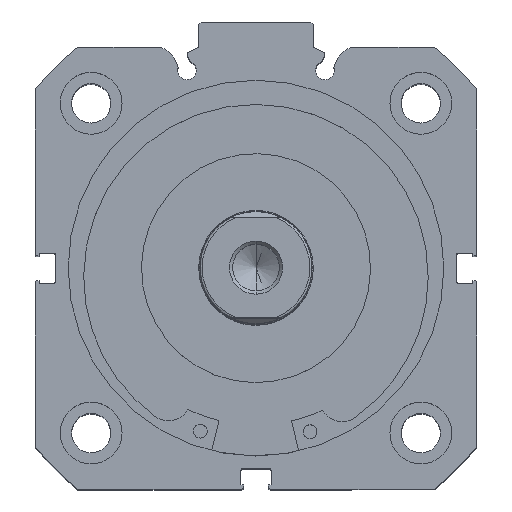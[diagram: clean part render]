
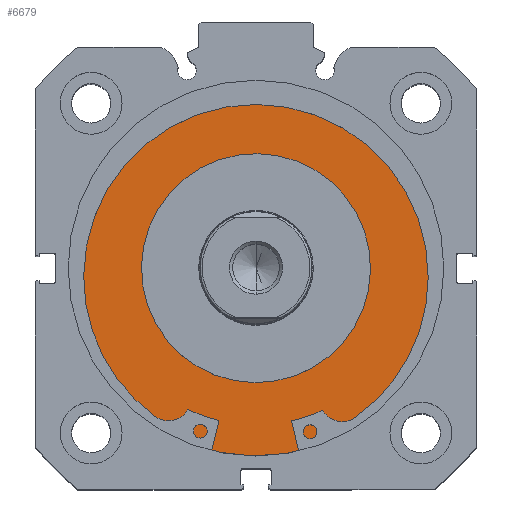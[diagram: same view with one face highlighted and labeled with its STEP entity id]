
A CAD part, top view. The second image highlights one B-rep face of the part: STEP entity #6679.
In plain terms, the highlighted face is planar.
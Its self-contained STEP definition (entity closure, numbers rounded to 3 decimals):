
#415 = ORIENTED_EDGE ( 'NONE', *, *, #6396, .T. ) ;
#433 = ORIENTED_EDGE ( 'NONE', *, *, #6402, .T. ) ;
#436 = ORIENTED_EDGE ( 'NONE', *, *, #6410, .F. ) ;
#439 = ORIENTED_EDGE ( 'NONE', *, *, #6417, .F. ) ;
#697 = EDGE_LOOP ( 'NONE', ( #439, #436 ) ) ;
#709 = EDGE_LOOP ( 'NONE', ( #433, #415 ) ) ;
#2082 = AXIS2_PLACEMENT_3D ( 'NONE', #4302, #4308, #4309 ) ;
#2086 = AXIS2_PLACEMENT_3D ( 'NONE', #4323, #4325, #4326 ) ;
#2091 = AXIS2_PLACEMENT_3D ( 'NONE', #4342, #4343, #4344 ) ;
#2096 = AXIS2_PLACEMENT_3D ( 'NONE', #4360, #4361, #4362 ) ;
#2315 = AXIS2_PLACEMENT_3D ( 'NONE', #5974, #5976, #5977 ) ;
#2940 = CIRCLE ( 'NONE', #2082, 41. ) ;
#2948 = CIRCLE ( 'NONE', #2086, 41. ) ;
#2958 = CIRCLE ( 'NONE', #2091, 25. ) ;
#2967 = CIRCLE ( 'NONE', #2096, 25. ) ;
#3372 = FACE_BOUND ( 'NONE', #697, .T. ) ;
#3382 = FACE_OUTER_BOUND ( 'NONE', #709, .T. ) ;
#3964 = CARTESIAN_POINT ( 'NONE',  ( 4., 0., -25. ) ) ;
#3965 = CARTESIAN_POINT ( 'NONE',  ( 4., 0., 25. ) ) ;
#3968 = CARTESIAN_POINT ( 'NONE',  ( 4., 0., 41. ) ) ;
#3997 = CARTESIAN_POINT ( 'NONE',  ( 4., 0., -41. ) ) ;
#4302 = CARTESIAN_POINT ( 'NONE',  ( 4., 0., 0. ) ) ;
#4308 = DIRECTION ( 'NONE',  ( -1., 0., 0. ) ) ;
#4309 = DIRECTION ( 'NONE',  ( 0., 0., 1. ) ) ;
#4323 = CARTESIAN_POINT ( 'NONE',  ( 4., 0., 0. ) ) ;
#4325 = DIRECTION ( 'NONE',  ( -1., 0., 0. ) ) ;
#4326 = DIRECTION ( 'NONE',  ( 0., 0., 1. ) ) ;
#4342 = CARTESIAN_POINT ( 'NONE',  ( 4., 0., 0. ) ) ;
#4343 = DIRECTION ( 'NONE',  ( -1., 0., 0. ) ) ;
#4344 = DIRECTION ( 'NONE',  ( 0., 0., 1. ) ) ;
#4360 = CARTESIAN_POINT ( 'NONE',  ( 4., 0., 0. ) ) ;
#4361 = DIRECTION ( 'NONE',  ( -1., 0., 0. ) ) ;
#4362 = DIRECTION ( 'NONE',  ( 0., 0., 1. ) ) ;
#4956 = VERTEX_POINT ( 'NONE', #3964 ) ;
#4957 = VERTEX_POINT ( 'NONE', #3965 ) ;
#4960 = VERTEX_POINT ( 'NONE', #3968 ) ;
#4989 = VERTEX_POINT ( 'NONE', #3997 ) ;
#5974 = CARTESIAN_POINT ( 'NONE',  ( 4., 41., 0. ) ) ;
#5975 = PLANE ( 'NONE',  #2315 ) ;
#5976 = DIRECTION ( 'NONE',  ( 1., 0., 0. ) ) ;
#5977 = DIRECTION ( 'NONE',  ( 0., 0., -1. ) ) ;
#6396 = EDGE_CURVE ( 'NONE', #4989, #4960, #2940, .T. ) ;
#6402 = EDGE_CURVE ( 'NONE', #4960, #4989, #2948, .T. ) ;
#6410 = EDGE_CURVE ( 'NONE', #4956, #4957, #2958, .T. ) ;
#6417 = EDGE_CURVE ( 'NONE', #4957, #4956, #2967, .T. ) ;
#6679 = ADVANCED_FACE ( 'NONE', ( #3372, #3382 ), #5975, .F. ) ;
